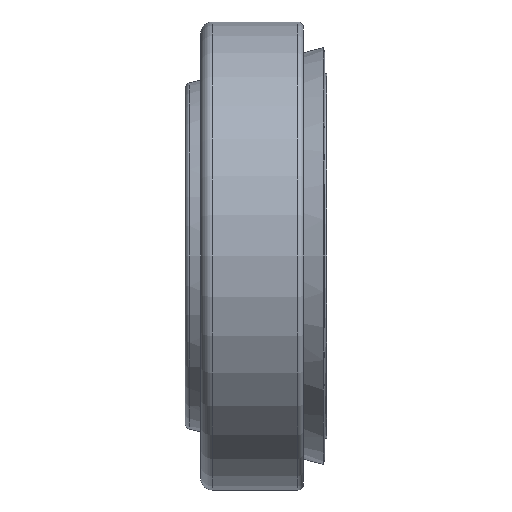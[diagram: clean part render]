
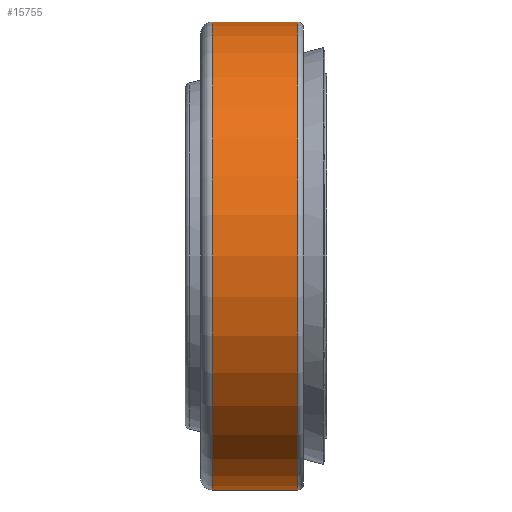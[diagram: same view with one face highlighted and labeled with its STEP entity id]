
A CAD part, front view. The second image highlights one B-rep face of the part: STEP entity #15755.
In plain terms, the highlighted cylindrical face has radius 30.987 mm (diameter 61.973 mm), a partial arc.
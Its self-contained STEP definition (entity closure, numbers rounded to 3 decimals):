
#14181=CARTESIAN_POINT('POINT702',(13.137,0.,
   30.987));
#14182=VERTEX_POINT('VERTEX702',#14181);
#14190=CARTESIAN_POINT('POINT703',(13.137,0.,
   -30.987));
#14191=VERTEX_POINT('VERTEX703',#14190);
#14192=CARTESIAN_POINT('POS1326',(13.137,0.,0.));
#14193=DIRECTION('DIR1809',(-1.,0.,0.));
#14194=DIRECTION('DIR1810',(0.,0.,1.));
#14195=AXIS2_PLACEMENT_3D('AXIS484',#14192,#14193,#14194);
#14196=CIRCLE('ELLIPSE118',#14195,30.987);
#14197=EDGE_CURVE('EDGE1034',#14191,#14182,#14196,.T.);
#15724=CARTESIAN_POINT('POINT767',(1.824,0.,
   30.987));
#15725=VERTEX_POINT('VERTEX767',#15724);
#15726=CARTESIAN_POINT('POS1515',(7.48,0.,
   30.987));
#15727=DIRECTION('DIR2065',(-1.,0.,0.));
#15728=VECTOR('VEC965',#15727,1.);
#15729=LINE('STRAIGHT965',#15726,#15728);
#15730=EDGE_CURVE('EDGE1163',#14182,#15725,#15729,.T.);
#15731=ORIENTED_EDGE('COEDGE2260',*,*,#15730,.T.);
#15732=CARTESIAN_POINT('POINT768',(1.824,0.,
   -30.987));
#15733=VERTEX_POINT('VERTEX768',#15732);
#15734=CARTESIAN_POINT('POS1516',(1.824,0.,0.));
#15735=DIRECTION('DIR2066',(-1.,0.,0.));
#15736=DIRECTION('DIR2067',(0.,0.,1.));
#15737=AXIS2_PLACEMENT_3D('AXIS551',#15734,#15735,#15736);
#15738=CIRCLE('ELLIPSE123',#15737,30.987);
#15739=EDGE_CURVE('EDGE1164',#15733,#15725,#15738,.T.);
#15740=ORIENTED_EDGE('COEDGE2261',*,*,#15739,.F.);
#15741=CARTESIAN_POINT('POS1517',(7.48,0.,
   -30.987));
#15742=DIRECTION('DIR2068',(1.,0.,0.));
#15743=VECTOR('VEC966',#15742,1.);
#15744=LINE('STRAIGHT966',#15741,#15743);
#15745=EDGE_CURVE('EDGE1165',#15733,#14191,#15744,.T.);
#15746=ORIENTED_EDGE('COEDGE2262',*,*,#15745,.T.);
#15747=ORIENTED_EDGE('COEDGE2263',*,*,#14197,.T.);
#15748=EDGE_LOOP('NONE',(#15731,#15740,#15746,#15747));
#15749=FACE_BOUND('LOOP1',#15748,.T.);
#15750=CARTESIAN_POINT('POS1518',(7.48,0.,0.));
#15751=DIRECTION('DIR2069',(-1.,0.,0.));
#15752=DIRECTION('DIR2070',(0.,0.,1.));
#15753=AXIS2_PLACEMENT_3D('AXIS552',#15750,#15751,#15752);
#15754=CYLINDRICAL_SURFACE('CONE_SURF59',#15753,30.987);
#15755=ADVANCED_FACE('FACE478',(#15749),#15754,.T.);
